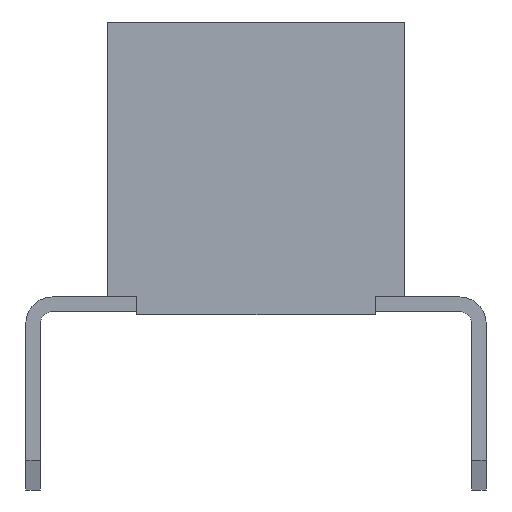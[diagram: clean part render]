
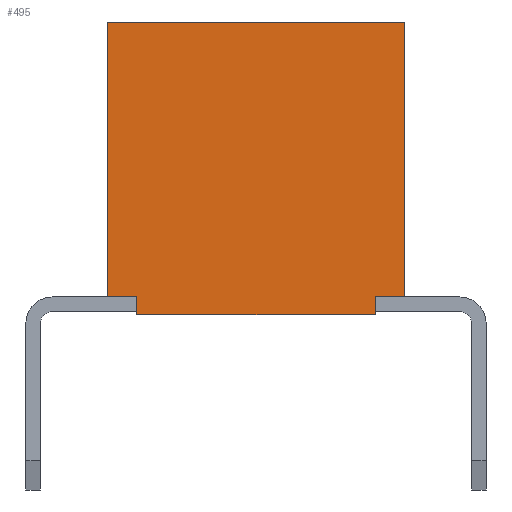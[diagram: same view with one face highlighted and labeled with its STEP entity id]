
A CAD part, left-side view. The second image highlights one B-rep face of the part: STEP entity #495.
In plain terms, the highlighted planar face has unit normal (-1, 0, 0).
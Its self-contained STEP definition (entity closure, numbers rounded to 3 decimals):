
#495=ADVANCED_FACE('',(#2360),#1488,.T.);
#1488=PLANE('',#19478);
#2360=FACE_OUTER_BOUND('',#3424,.T.);
#3424=EDGE_LOOP('',(#5222,#5223,#5224,#5225,#5226,#5227,#5228,#5229));
#5222=ORIENTED_EDGE('',*,*,#12435,.T.);
#5223=ORIENTED_EDGE('',*,*,#12433,.T.);
#5224=ORIENTED_EDGE('',*,*,#12460,.F.);
#5225=ORIENTED_EDGE('',*,*,#12053,.T.);
#5226=ORIENTED_EDGE('',*,*,#12461,.T.);
#5227=ORIENTED_EDGE('',*,*,#12462,.T.);
#5228=ORIENTED_EDGE('',*,*,#12463,.F.);
#5229=ORIENTED_EDGE('',*,*,#12049,.T.);
#10305=VERTEX_POINT('',#26491);
#10306=VERTEX_POINT('',#26493);
#10309=VERTEX_POINT('',#26499);
#10310=VERTEX_POINT('',#26501);
#10687=VERTEX_POINT('',#27256);
#10689=VERTEX_POINT('',#27260);
#10690=VERTEX_POINT('',#27292);
#10691=VERTEX_POINT('',#27294);
#12049=EDGE_CURVE('',#10306,#10305,#14809,.T.);
#12053=EDGE_CURVE('',#10310,#10309,#14813,.T.);
#12433=EDGE_CURVE('',#10687,#10689,#15193,.T.);
#12435=EDGE_CURVE('',#10305,#10687,#15195,.T.);
#12460=EDGE_CURVE('',#10310,#10689,#15220,.T.);
#12461=EDGE_CURVE('',#10309,#10690,#15221,.T.);
#12462=EDGE_CURVE('',#10690,#10691,#15222,.T.);
#12463=EDGE_CURVE('',#10306,#10691,#15223,.T.);
#14809=LINE('',#26492,#17327);
#14813=LINE('',#26500,#17331);
#15193=LINE('',#27261,#17711);
#15195=LINE('',#27264,#17713);
#15220=LINE('',#27290,#17738);
#15221=LINE('',#27291,#17739);
#15222=LINE('',#27293,#17740);
#15223=LINE('',#27295,#17741);
#17327=VECTOR('',#21131,1.);
#17331=VECTOR('',#21135,1.);
#17711=VECTOR('',#21517,1.);
#17713=VECTOR('',#21521,1.);
#17738=VECTOR('',#21548,1.);
#17739=VECTOR('',#21549,1.);
#17740=VECTOR('',#21550,1.);
#17741=VECTOR('',#21551,1.);
#19478=AXIS2_PLACEMENT_3D('',#27296,#21552,#21553);
#21131=DIRECTION('',(0.,-1.,0.));
#21135=DIRECTION('',(0.,-1.,0.));
#21517=DIRECTION('',(0.,1.,0.));
#21521=DIRECTION('',(0.,0.,1.));
#21548=DIRECTION('',(0.,0.,1.));
#21549=DIRECTION('',(0.,0.,-1.));
#21550=DIRECTION('',(0.,-1.,0.));
#21551=DIRECTION('',(0.,0.,-1.));
#21552=DIRECTION('',(-1.,0.,0.));
#21553=DIRECTION('',(0.,0.,1.));
#26491=CARTESIAN_POINT('',(0.,0.,0.));
#26492=CARTESIAN_POINT('',(0.,2.54,0.));
#26493=CARTESIAN_POINT('',(0.,0.5,0.));
#26499=CARTESIAN_POINT('',(0.,4.58,0.));
#26500=CARTESIAN_POINT('',(0.,2.54,0.));
#26501=CARTESIAN_POINT('',(0.,5.08,0.));
#27256=CARTESIAN_POINT('',(0.,0.,4.7));
#27260=CARTESIAN_POINT('',(0.,5.08,4.7));
#27261=CARTESIAN_POINT('',(0.,2.54,4.7));
#27264=CARTESIAN_POINT('',(0.,0.,0.));
#27290=CARTESIAN_POINT('',(0.,5.08,0.));
#27291=CARTESIAN_POINT('',(0.,4.58,-0.3));
#27292=CARTESIAN_POINT('',(0.,4.58,-0.3));
#27293=CARTESIAN_POINT('',(0.,4.58,-0.3));
#27294=CARTESIAN_POINT('',(0.,0.5,-0.3));
#27295=CARTESIAN_POINT('',(0.,0.5,-0.3));
#27296=CARTESIAN_POINT('',(0.,2.54,0.));
